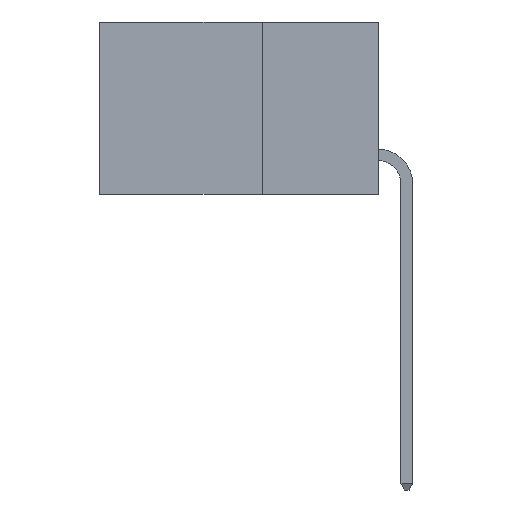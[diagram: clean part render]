
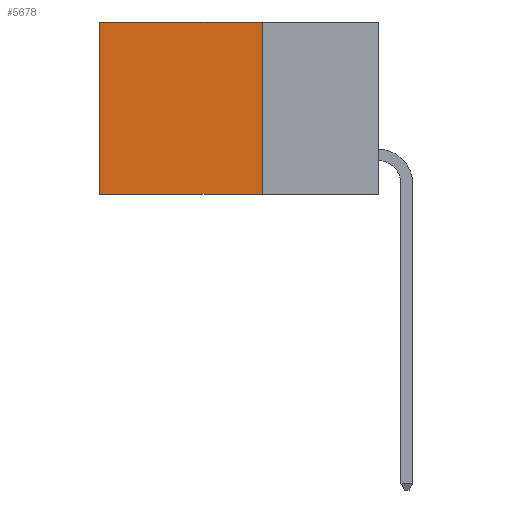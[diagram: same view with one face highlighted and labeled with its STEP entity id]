
A CAD part, left-side view. The second image highlights one B-rep face of the part: STEP entity #5678.
In plain terms, the highlighted planar face has unit normal (-1, 0, 0).
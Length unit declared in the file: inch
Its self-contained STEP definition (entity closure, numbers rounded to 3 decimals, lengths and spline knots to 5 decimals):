
#494 = CARTESIAN_POINT ( 'NONE',  ( 0.2615, 0.25, -0.37 ) ) ;
#931 = LINE ( 'NONE', #5848, #9215 ) ;
#1198 = LINE ( 'NONE', #494, #12351 ) ;
#1251 = DIRECTION ( 'NONE',  ( 1., 0., 0. ) ) ;
#1949 = VERTEX_POINT ( 'NONE', #11493 ) ;
#2035 = CARTESIAN_POINT ( 'NONE',  ( 0.2615, 0.25, -0.37 ) ) ;
#2411 = VECTOR ( 'NONE', #13930, 39.37008 ) ;
#3104 = VERTEX_POINT ( 'NONE', #11320 ) ;
#3729 = DIRECTION ( 'NONE',  ( 0., 0., -1. ) ) ;
#3983 = EDGE_CURVE ( 'NONE', #3104, #10689, #13741, .T. ) ;
#4255 = CARTESIAN_POINT ( 'NONE',  ( 0.2615, 0.6, -0.37 ) ) ;
#4350 = EDGE_LOOP ( 'NONE', ( #10381, #7288, #6356, #9564 ) ) ;
#4568 = EDGE_CURVE ( 'NONE', #11543, #10689, #931, .T. ) ;
#5678 = ADVANCED_FACE ( 'NONE', ( #7008 ), #13082, .F. ) ;
#5848 = CARTESIAN_POINT ( 'NONE',  ( 0.2615, 0.25, -0.37 ) ) ;
#6184 = EDGE_CURVE ( 'NONE', #1949, #3104, #8501, .T. ) ;
#6356 = ORIENTED_EDGE ( 'NONE', *, *, #11264, .F. ) ;
#7008 = FACE_OUTER_BOUND ( 'NONE', #4350, .T. ) ;
#7288 = ORIENTED_EDGE ( 'NONE', *, *, #4568, .F. ) ;
#7451 = CARTESIAN_POINT ( 'NONE',  ( 0.2615, 0.25, 0. ) ) ;
#7715 = CARTESIAN_POINT ( 'NONE',  ( 0.2615, 0.25, -0.37 ) ) ;
#8045 = VECTOR ( 'NONE', #11820, 39.37008 ) ;
#8501 = LINE ( 'NONE', #7451, #2411 ) ;
#8804 = DIRECTION ( 'NONE',  ( 0., 0., -1. ) ) ;
#9215 = VECTOR ( 'NONE', #10204, 39.37008 ) ;
#9564 = ORIENTED_EDGE ( 'NONE', *, *, #6184, .T. ) ;
#10204 = DIRECTION ( 'NONE',  ( 0., 1., 0. ) ) ;
#10381 = ORIENTED_EDGE ( 'NONE', *, *, #3983, .T. ) ;
#10689 = VERTEX_POINT ( 'NONE', #11412 ) ;
#11264 = EDGE_CURVE ( 'NONE', #1949, #11543, #1198, .T. ) ;
#11320 = CARTESIAN_POINT ( 'NONE',  ( 0.2615, 0.6, 0. ) ) ;
#11412 = CARTESIAN_POINT ( 'NONE',  ( 0.2615, 0.6, -0.37 ) ) ;
#11493 = CARTESIAN_POINT ( 'NONE',  ( 0.2615, 0.25, 0. ) ) ;
#11543 = VERTEX_POINT ( 'NONE', #2035 ) ;
#11820 = DIRECTION ( 'NONE',  ( 0., 0., -1. ) ) ;
#12351 = VECTOR ( 'NONE', #3729, 39.37008 ) ;
#12640 = AXIS2_PLACEMENT_3D ( 'NONE', #7715, #1251, #8804 ) ;
#13082 = PLANE ( 'NONE',  #12640 ) ;
#13741 = LINE ( 'NONE', #4255, #8045 ) ;
#13930 = DIRECTION ( 'NONE',  ( 0., 1., 0. ) ) ;
